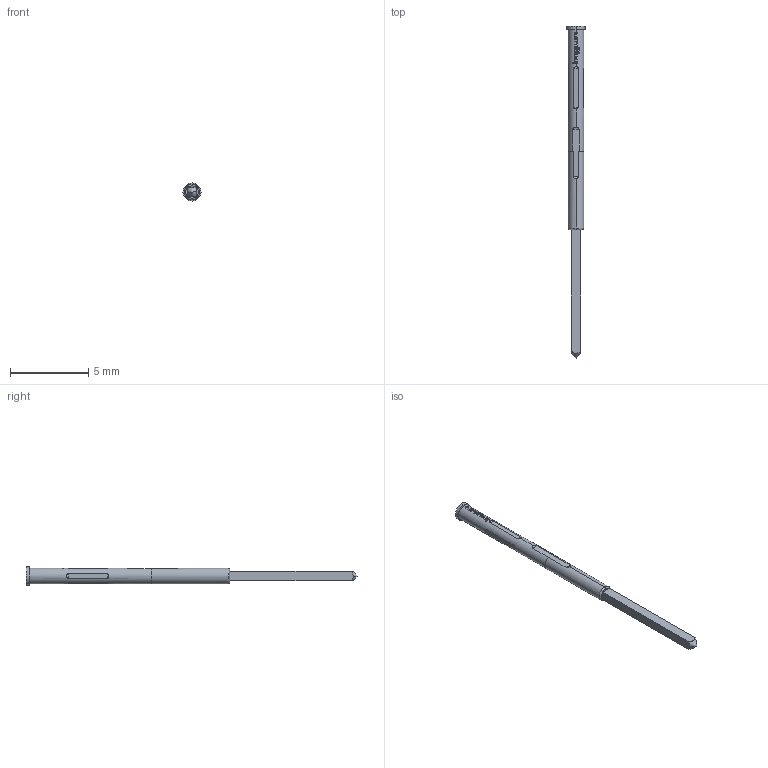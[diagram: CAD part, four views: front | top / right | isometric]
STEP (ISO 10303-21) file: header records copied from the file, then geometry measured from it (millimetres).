
FILE_DESCRIPTION (( 'STEP AP203' ), '1' );
FILE_NAME ('INGUN_KS-079_46.STEP', '2025-03-27T06:43:50', ( '' ), ( '' ), 'SwSTEP 2.0', 'SolidWorks 2023', '' );
FILE_SCHEMA (( 'CONFIG_CONTROL_DESIGN' ));
Length unit declared in the file: millimetre
Products named in the file (1): INGUN_KS-079_46
Bounding box: 1.15 x 21.2 x 1.15 mm (x, y, z)
Volume: 13 mm3; surface area: 61.7 mm2
Topology: 1 solids, 1 shells, 121 faces, 338 edges, 221 vertices
Faces by surface type: plane 60, cylinder 35, bspline 22, cone 2, torus 2
Entity records: 4207 total; most frequent: CARTESIAN_POINT 1213, ORIENTED_EDGE 672, DIRECTION 528, EDGE_CURVE 336, VERTEX_POINT 221, AXIS2_PLACEMENT_3D 200, VECTOR 128, LINE 128
